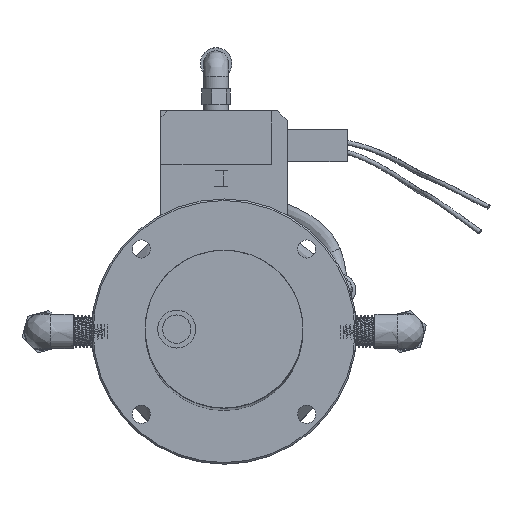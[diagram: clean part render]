
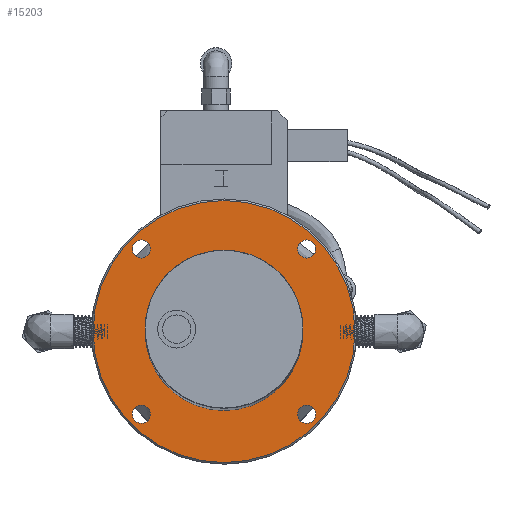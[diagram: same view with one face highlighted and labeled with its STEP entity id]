
A CAD part, top view. The second image highlights one B-rep face of the part: STEP entity #15203.
In plain terms, the highlighted planar face has unit normal (0, 0, 1).
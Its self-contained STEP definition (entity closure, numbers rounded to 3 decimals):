
#14063=FACE_BOUND('',#18429,.T.);
#14064=FACE_BOUND('',#18430,.T.);
#14065=FACE_BOUND('',#18431,.T.);
#14066=FACE_BOUND('',#18432,.T.);
#14067=FACE_BOUND('',#18433,.T.);
#14068=FACE_BOUND('',#18434,.T.);
#15203=ADVANCED_FACE('',(#14063,#14064,#14065,#14066,#14067,#14068),#16345,
 .F.);
#16345=PLANE('',#31626);
#18429=EDGE_LOOP('',(#23714));
#18430=EDGE_LOOP('',(#23715));
#18431=EDGE_LOOP('',(#23716));
#18432=EDGE_LOOP('',(#23717));
#18433=EDGE_LOOP('',(#23718));
#18434=EDGE_LOOP('',(#23719));
#23714=ORIENTED_EDGE('',*,*,#27269,.F.);
#23715=ORIENTED_EDGE('',*,*,#29682,.T.);
#23716=ORIENTED_EDGE('',*,*,#29683,.T.);
#23717=ORIENTED_EDGE('',*,*,#29684,.T.);
#23718=ORIENTED_EDGE('',*,*,#29685,.T.);
#23719=ORIENTED_EDGE('',*,*,#29686,.T.);
#25142=VERTEX_POINT('',#39440);
#26781=VERTEX_POINT('',#44822);
#26782=VERTEX_POINT('',#44824);
#26783=VERTEX_POINT('',#44826);
#26784=VERTEX_POINT('',#44828);
#26785=VERTEX_POINT('',#44830);
#27269=EDGE_CURVE('',#25142,#25142,#30359,.T.);
#29682=EDGE_CURVE('',#26781,#26781,#30460,.T.);
#29683=EDGE_CURVE('',#26782,#26782,#30461,.T.);
#29684=EDGE_CURVE('',#26783,#26783,#30462,.T.);
#29685=EDGE_CURVE('',#26784,#26784,#30463,.T.);
#29686=EDGE_CURVE('',#26785,#26785,#30464,.T.);
#30359=CIRCLE('',#30709,25.);
#30460=CIRCLE('',#31621,41.5);
#30461=CIRCLE('',#31622,2.875);
#30462=CIRCLE('',#31623,2.875);
#30463=CIRCLE('',#31624,2.875);
#30464=CIRCLE('',#31625,2.875);
#30709=AXIS2_PLACEMENT_3D('',#39439,#32227,#32228);
#31621=AXIS2_PLACEMENT_3D('',#44821,#36318,#36319);
#31622=AXIS2_PLACEMENT_3D('',#44823,#36320,#36321);
#31623=AXIS2_PLACEMENT_3D('',#44825,#36322,#36323);
#31624=AXIS2_PLACEMENT_3D('',#44827,#36324,#36325);
#31625=AXIS2_PLACEMENT_3D('',#44829,#36326,#36327);
#31626=AXIS2_PLACEMENT_3D('',#44831,#36328,#36329);
#32227=DIRECTION('',(0.,0.,1.));
#32228=DIRECTION('',(-1.,0.,0.));
#36318=DIRECTION('',(0.,0.,1.));
#36319=DIRECTION('',(-1.,0.,0.));
#36320=DIRECTION('',(0.,0.,-1.));
#36321=DIRECTION('',(-1.,0.,0.));
#36322=DIRECTION('',(0.,0.,-1.));
#36323=DIRECTION('',(-1.,0.,0.));
#36324=DIRECTION('',(0.,0.,-1.));
#36325=DIRECTION('',(-1.,0.,0.));
#36326=DIRECTION('',(0.,0.,-1.));
#36327=DIRECTION('',(-1.,0.,0.));
#36328=DIRECTION('',(0.,0.,-1.));
#36329=DIRECTION('',(1.,0.,0.));
#39439=CARTESIAN_POINT('',(0.,0.,208.));
#39440=CARTESIAN_POINT('',(-25.,0.,208.));
#44821=CARTESIAN_POINT('',(0.,0.,208.));
#44822=CARTESIAN_POINT('',(-41.5,0.,208.));
#44823=CARTESIAN_POINT('',(26.163,-26.163,208.));
#44824=CARTESIAN_POINT('',(23.288,-26.163,208.));
#44825=CARTESIAN_POINT('',(-26.163,-26.163,208.));
#44826=CARTESIAN_POINT('',(-29.038,-26.163,208.));
#44827=CARTESIAN_POINT('',(-26.163,26.163,208.));
#44828=CARTESIAN_POINT('',(-29.038,26.163,208.));
#44829=CARTESIAN_POINT('',(26.163,26.163,208.));
#44830=CARTESIAN_POINT('',(23.288,26.163,208.));
#44831=CARTESIAN_POINT('',(10.87,-40.569,208.));
